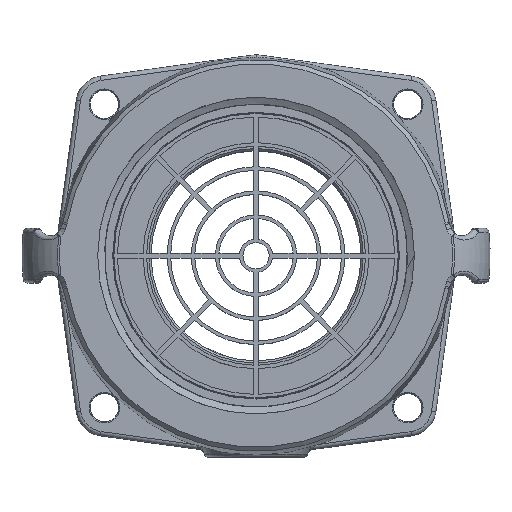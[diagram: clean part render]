
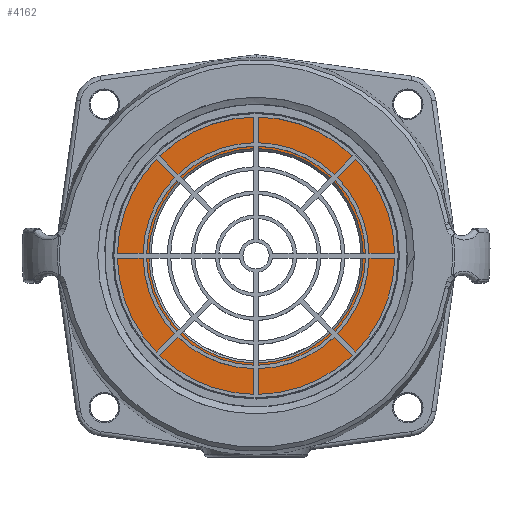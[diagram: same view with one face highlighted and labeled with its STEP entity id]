
A CAD part, top view. The second image highlights one B-rep face of the part: STEP entity #4162.
In plain terms, the highlighted planar face has unit normal (0, 0, 1).
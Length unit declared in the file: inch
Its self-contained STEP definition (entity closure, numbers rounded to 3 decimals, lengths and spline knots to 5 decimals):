
#280=CARTESIAN_POINT('',(0.,0.,2.52822));
#281=DIRECTION('',(0.,0.,-1.));
#282=DIRECTION('',(0.,1.,0.));
#283=AXIS2_PLACEMENT_3D('',#280,#281,#282);
#285=CARTESIAN_POINT('',(0.,0.,2.52822));
#286=DIRECTION('',(0.,0.,-1.));
#287=DIRECTION('',(0.,-1.,0.));
#288=AXIS2_PLACEMENT_3D('',#285,#286,#287);
#290=CARTESIAN_POINT('',(0.,0.,2.52822));
#291=DIRECTION('',(0.,0.,1.));
#292=DIRECTION('',(0.,1.,0.));
#293=AXIS2_PLACEMENT_3D('',#290,#291,#292);
#295=CARTESIAN_POINT('',(0.,0.,2.52822));
#296=DIRECTION('',(0.,0.,1.));
#297=DIRECTION('',(0.,-1.,0.));
#298=AXIS2_PLACEMENT_3D('',#295,#296,#297);
#3835=CARTESIAN_POINT('',(0.,1.53125,2.52822));
#3836=CARTESIAN_POINT('',(0.,-1.53125,2.52822));
#3837=VERTEX_POINT('',#3835);
#3838=VERTEX_POINT('',#3836);
#3931=CARTESIAN_POINT('',(0.,-2.02,2.52822));
#3932=CARTESIAN_POINT('',(0.,2.02,2.52822));
#3933=VERTEX_POINT('',#3931);
#3934=VERTEX_POINT('',#3932);
#4145=CARTESIAN_POINT('',(0.,0.,2.52822));
#4146=DIRECTION('',(0.,0.,-1.));
#4147=DIRECTION('',(0.,-1.,0.));
#4148=AXIS2_PLACEMENT_3D('',#4145,#4146,#4147);
#4149=PLANE('',#4148);
#4151=ORIENTED_EDGE('',*,*,#4150,.T.);
#4153=ORIENTED_EDGE('',*,*,#4152,.T.);
#4154=EDGE_LOOP('',(#4151,#4153));
#4155=FACE_OUTER_BOUND('',#4154,.F.);
#4157=ORIENTED_EDGE('',*,*,#4156,.T.);
#4159=ORIENTED_EDGE('',*,*,#4158,.T.);
#4160=EDGE_LOOP('',(#4157,#4159));
#4161=FACE_BOUND('',#4160,.F.);
#4162=ADVANCED_FACE('',(#4155,#4161),#4149,.F.);
#284=CIRCLE('',#283,2.02);
#289=CIRCLE('',#288,2.02);
#294=CIRCLE('',#293,1.53125);
#299=CIRCLE('',#298,1.53125);
#4150=EDGE_CURVE('',#3934,#3933,#284,.T.);
#4152=EDGE_CURVE('',#3933,#3934,#289,.T.);
#4156=EDGE_CURVE('',#3837,#3838,#294,.T.);
#4158=EDGE_CURVE('',#3838,#3837,#299,.T.);
